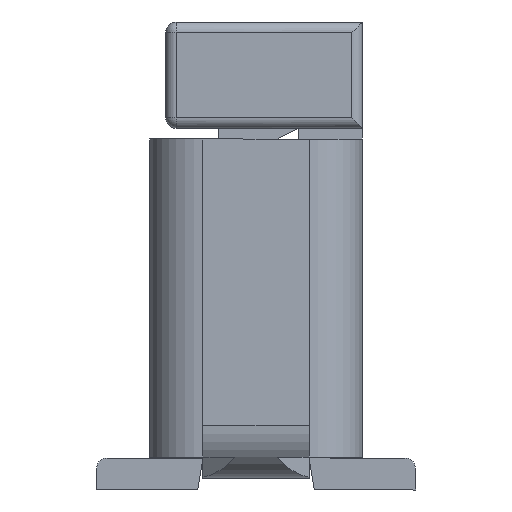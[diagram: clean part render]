
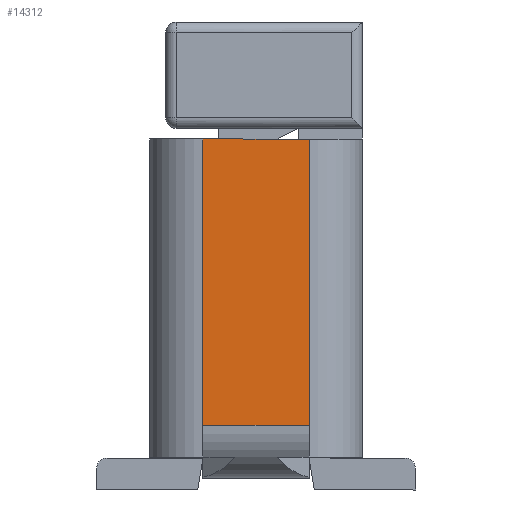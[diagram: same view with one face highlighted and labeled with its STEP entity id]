
A CAD part, left-side view. The second image highlights one B-rep face of the part: STEP entity #14312.
In plain terms, the highlighted planar face has unit normal (-1, 0, 0).
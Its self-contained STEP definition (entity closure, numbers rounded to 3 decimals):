
#91 = DIRECTION ( 'NONE',  ( 0., 0., 1. ) ) ;
#6316 = EDGE_LOOP ( 'NONE', ( #31056, #59092, #24036, #69951 ) ) ;
#8687 = VERTEX_POINT ( 'NONE', #51212 ) ;
#9373 = VECTOR ( 'NONE', #63051, 1000. ) ;
#10575 = DIRECTION ( 'NONE',  ( 0., -1., 0. ) ) ;
#11890 = LINE ( 'NONE', #66413, #12035 ) ;
#12035 = VECTOR ( 'NONE', #28973, 1000. ) ;
#13334 = AXIS2_PLACEMENT_3D ( 'NONE', #58759, #20599, #60187 ) ;
#14312 = ADVANCED_FACE ( 'NONE', ( #62397 ), #18103, .F. ) ;
#18103 = PLANE ( 'NONE',  #13334 ) ;
#20599 = DIRECTION ( 'NONE',  ( 1., 0., 0. ) ) ;
#22380 = VECTOR ( 'NONE', #91, 1000. ) ;
#24036 = ORIENTED_EDGE ( 'NONE', *, *, #55773, .T. ) ;
#26789 = EDGE_CURVE ( 'NONE', #62789, #51008, #66645, .T. ) ;
#27411 = CARTESIAN_POINT ( 'NONE',  ( -9.75, -3.45, -4.831 ) ) ;
#27720 = VECTOR ( 'NONE', #10575, 1000. ) ;
#28023 = LINE ( 'NONE', #32403, #27720 ) ;
#28973 = DIRECTION ( 'NONE',  ( 0., 1., 0. ) ) ;
#29671 = LINE ( 'NONE', #69564, #9373 ) ;
#31056 = ORIENTED_EDGE ( 'NONE', *, *, #63716, .T. ) ;
#32403 = CARTESIAN_POINT ( 'NONE',  ( -9.75, -2.45, -1.84 ) ) ;
#40995 = CARTESIAN_POINT ( 'NONE',  ( -9.75, -3.45, -1.84 ) ) ;
#51008 = VERTEX_POINT ( 'NONE', #54233 ) ;
#51212 = CARTESIAN_POINT ( 'NONE',  ( -9.75, -2.45, -1.84 ) ) ;
#53407 = EDGE_CURVE ( 'NONE', #8687, #58636, #29671, .T. ) ;
#54233 = CARTESIAN_POINT ( 'NONE',  ( -9.75, -3.45, 0.85 ) ) ;
#55773 = EDGE_CURVE ( 'NONE', #51008, #58636, #11890, .T. ) ;
#58636 = VERTEX_POINT ( 'NONE', #65211 ) ;
#58759 = CARTESIAN_POINT ( 'NONE',  ( -9.75, -3.95, -4.831 ) ) ;
#59092 = ORIENTED_EDGE ( 'NONE', *, *, #26789, .T. ) ;
#60187 = DIRECTION ( 'NONE',  ( 0., 0., -1. ) ) ;
#62397 = FACE_OUTER_BOUND ( 'NONE', #6316, .T. ) ;
#62789 = VERTEX_POINT ( 'NONE', #40995 ) ;
#63051 = DIRECTION ( 'NONE',  ( 0., 0., 1. ) ) ;
#63716 = EDGE_CURVE ( 'NONE', #8687, #62789, #28023, .T. ) ;
#65211 = CARTESIAN_POINT ( 'NONE',  ( -9.75, -2.45, 0.85 ) ) ;
#66413 = CARTESIAN_POINT ( 'NONE',  ( -9.75, -3.95, 0.85 ) ) ;
#66645 = LINE ( 'NONE', #27411, #22380 ) ;
#69564 = CARTESIAN_POINT ( 'NONE',  ( -9.75, -2.45, -4.831 ) ) ;
#69951 = ORIENTED_EDGE ( 'NONE', *, *, #53407, .F. ) ;
